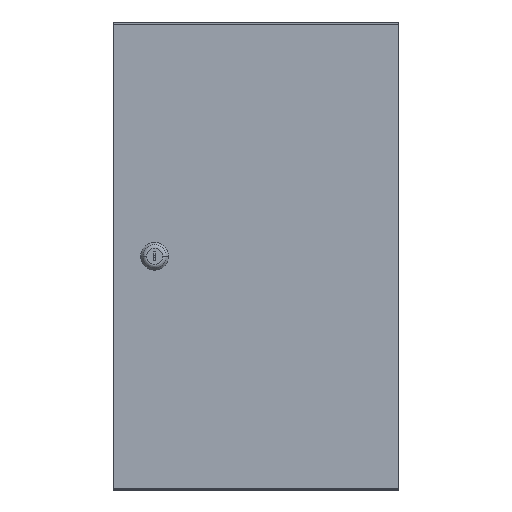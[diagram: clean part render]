
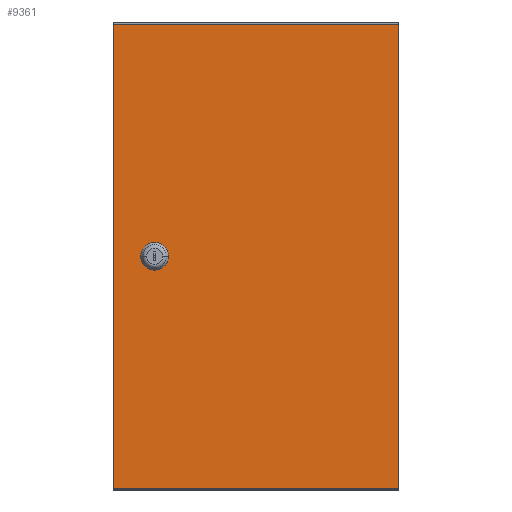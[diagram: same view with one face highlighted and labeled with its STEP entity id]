
A CAD part, top view. The second image highlights one B-rep face of the part: STEP entity #9361.
In plain terms, the highlighted planar face has unit normal (0, 0, 1).
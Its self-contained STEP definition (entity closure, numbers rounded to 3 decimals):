
#643 = DIRECTION ( 'NONE',  ( -1., 0., 0. ) ) ;
#728 = LINE ( 'NONE', #3504, #16161 ) ;
#1239 = VERTEX_POINT ( 'NONE', #2906 ) ;
#1659 = EDGE_CURVE ( 'NONE', #5504, #6949, #5163, .T. ) ;
#1839 = ORIENTED_EDGE ( 'NONE', *, *, #8490, .T. ) ;
#2174 = PLANE ( 'NONE',  #4982 ) ;
#2525 = CARTESIAN_POINT ( 'NONE',  ( -165., 268., 0. ) ) ;
#2835 = CIRCLE ( 'NONE', #11496, 16. ) ;
#2906 = CARTESIAN_POINT ( 'NONE',  ( 165., 268., 0. ) ) ;
#3246 = VERTEX_POINT ( 'NONE', #6874 ) ;
#3504 = CARTESIAN_POINT ( 'NONE',  ( -165., 268., 0. ) ) ;
#3582 = DIRECTION ( 'NONE',  ( 0., -1., 0. ) ) ;
#3830 = ORIENTED_EDGE ( 'NONE', *, *, #4823, .F. ) ;
#4704 = DIRECTION ( 'NONE',  ( 1., 0., 0. ) ) ;
#4790 = CARTESIAN_POINT ( 'NONE',  ( 165., 268., 0. ) ) ;
#4823 = EDGE_CURVE ( 'NONE', #1239, #3246, #16730, .T. ) ;
#4898 = ORIENTED_EDGE ( 'NONE', *, *, #8536, .T. ) ;
#4982 = AXIS2_PLACEMENT_3D ( 'NONE', #6100, #17084, #16817 ) ;
#5058 = FACE_BOUND ( 'NONE', #6682, .T. ) ;
#5163 = CIRCLE ( 'NONE', #12454, 16. ) ;
#5504 = VERTEX_POINT ( 'NONE', #7040 ) ;
#5845 = EDGE_LOOP ( 'NONE', ( #7674, #3830, #1839, #4898 ) ) ;
#5919 = CARTESIAN_POINT ( 'NONE',  ( -117., 0., 0. ) ) ;
#6100 = CARTESIAN_POINT ( 'NONE',  ( -165., 268., 0. ) ) ;
#6192 = LINE ( 'NONE', #17006, #8322 ) ;
#6596 = CARTESIAN_POINT ( 'NONE',  ( -165., -268., 0. ) ) ;
#6682 = EDGE_LOOP ( 'NONE', ( #7574, #9398 ) ) ;
#6874 = CARTESIAN_POINT ( 'NONE',  ( 165., -268., 0. ) ) ;
#6949 = VERTEX_POINT ( 'NONE', #8704 ) ;
#7040 = CARTESIAN_POINT ( 'NONE',  ( -133., 0., 0. ) ) ;
#7317 = CARTESIAN_POINT ( 'NONE',  ( -117., 0., 0. ) ) ;
#7574 = ORIENTED_EDGE ( 'NONE', *, *, #10361, .F. ) ;
#7674 = ORIENTED_EDGE ( 'NONE', *, *, #14844, .F. ) ;
#7920 = VERTEX_POINT ( 'NONE', #6596 ) ;
#8322 = VECTOR ( 'NONE', #3582, 1000. ) ;
#8490 = EDGE_CURVE ( 'NONE', #1239, #10583, #728, .T. ) ;
#8536 = EDGE_CURVE ( 'NONE', #10583, #7920, #6192, .T. ) ;
#8704 = CARTESIAN_POINT ( 'NONE',  ( -101., 0., 0. ) ) ;
#9308 = VECTOR ( 'NONE', #16989, 1000. ) ;
#9361 = ADVANCED_FACE ( 'NONE', ( #12787, #5058 ), #2174, .T. ) ;
#9398 = ORIENTED_EDGE ( 'NONE', *, *, #1659, .F. ) ;
#9500 = VECTOR ( 'NONE', #643, 1000. ) ;
#10361 = EDGE_CURVE ( 'NONE', #6949, #5504, #2835, .T. ) ;
#10583 = VERTEX_POINT ( 'NONE', #2525 ) ;
#11096 = DIRECTION ( 'NONE',  ( 1., 0., 0. ) ) ;
#11496 = AXIS2_PLACEMENT_3D ( 'NONE', #7317, #15481, #4704 ) ;
#12454 = AXIS2_PLACEMENT_3D ( 'NONE', #5919, #12683, #11096 ) ;
#12683 = DIRECTION ( 'NONE',  ( 0., 0., 1. ) ) ;
#12787 = FACE_OUTER_BOUND ( 'NONE', #5845, .T. ) ;
#14844 = EDGE_CURVE ( 'NONE', #3246, #7920, #16759, .T. ) ;
#15481 = DIRECTION ( 'NONE',  ( 0., 0., 1. ) ) ;
#16161 = VECTOR ( 'NONE', #16665, 1000. ) ;
#16665 = DIRECTION ( 'NONE',  ( -1., 0., 0. ) ) ;
#16730 = LINE ( 'NONE', #4790, #9308 ) ;
#16759 = LINE ( 'NONE', #16841, #9500 ) ;
#16817 = DIRECTION ( 'NONE',  ( 1., 0., 0. ) ) ;
#16841 = CARTESIAN_POINT ( 'NONE',  ( -165., -268., 0. ) ) ;
#16989 = DIRECTION ( 'NONE',  ( 0., -1., 0. ) ) ;
#17006 = CARTESIAN_POINT ( 'NONE',  ( -165., 268., 0. ) ) ;
#17084 = DIRECTION ( 'NONE',  ( 0., 0., 1. ) ) ;
